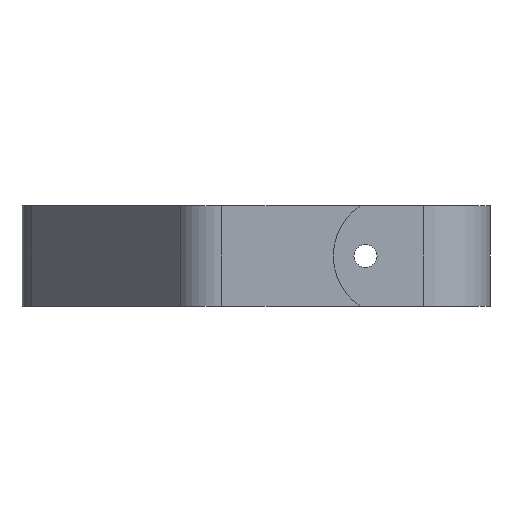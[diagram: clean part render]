
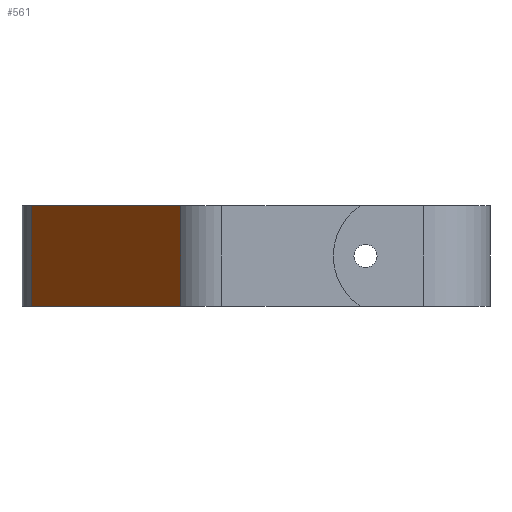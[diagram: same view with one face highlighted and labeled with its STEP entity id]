
A CAD part, left-side view. The second image highlights one B-rep face of the part: STEP entity #561.
In plain terms, the highlighted planar face has unit normal (-0.574, 0.819, 0).
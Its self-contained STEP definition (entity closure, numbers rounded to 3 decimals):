
#190 = EDGE_CURVE ( 'NONE', #191, #529, #1290, .T. ) ;
#191 = VERTEX_POINT ( 'NONE', #1400 ) ;
#199 = ORIENTED_EDGE ( 'NONE', *, *, #200, .F. ) ;
#200 = EDGE_CURVE ( 'NONE', #201, #191, #1262, .T. ) ;
#201 = VERTEX_POINT ( 'NONE', #1261 ) ;
#202 = ORIENTED_EDGE ( 'NONE', *, *, #526, .T. ) ;
#503 = EDGE_CURVE ( 'NONE', #504, #529, #1880, .T. ) ;
#504 = VERTEX_POINT ( 'NONE', #1777 ) ;
#526 = EDGE_CURVE ( 'NONE', #201, #504, #1828, .T. ) ;
#529 = VERTEX_POINT ( 'NONE', #1818 ) ;
#543 = ORIENTED_EDGE ( 'NONE', *, *, #190, .F. ) ;
#544 = ORIENTED_EDGE ( 'NONE', *, *, #503, .T. ) ;
#561 = ADVANCED_FACE ( 'NONE', ( #1933 ), #1928, .F. ) ;
#562 = EDGE_LOOP ( 'NONE', ( #544, #543, #199, #202 ) ) ;
#1261 = CARTESIAN_POINT ( 'NONE',  ( -83.979, -4.521, 25. ) ) ;
#1262 = LINE ( 'NONE', #1289, #1288 ) ;
#1287 = DIRECTION ( 'NONE',  ( -0.819, -0.574, 0. ) ) ;
#1288 = VECTOR ( 'NONE', #1287, 1000. ) ;
#1289 = CARTESIAN_POINT ( 'NONE',  ( -83.979, -4.521, 25. ) ) ;
#1290 = LINE ( 'NONE', #1395, #1436 ) ;
#1395 = CARTESIAN_POINT ( 'NONE',  ( -190.339, -78.995, 25. ) ) ;
#1400 = CARTESIAN_POINT ( 'NONE',  ( -190.339, -78.995, 25. ) ) ;
#1435 = DIRECTION ( 'NONE',  ( 0., 0., -1. ) ) ;
#1436 = VECTOR ( 'NONE', #1435, 1000. ) ;
#1777 = CARTESIAN_POINT ( 'NONE',  ( -83.979, -4.521, -25. ) ) ;
#1818 = CARTESIAN_POINT ( 'NONE',  ( -190.339, -78.995, -25. ) ) ;
#1825 = DIRECTION ( 'NONE',  ( 0., 0., -1. ) ) ;
#1826 = VECTOR ( 'NONE', #1825, 1000. ) ;
#1827 = CARTESIAN_POINT ( 'NONE',  ( -83.979, -4.521, 25. ) ) ;
#1828 = LINE ( 'NONE', #1827, #1826 ) ;
#1877 = DIRECTION ( 'NONE',  ( -0.819, -0.574, 0. ) ) ;
#1878 = VECTOR ( 'NONE', #1877, 1000. ) ;
#1879 = CARTESIAN_POINT ( 'NONE',  ( -83.979, -4.521, -25. ) ) ;
#1880 = LINE ( 'NONE', #1879, #1878 ) ;
#1924 = DIRECTION ( 'NONE',  ( 0.819, 0.574, 0. ) ) ;
#1925 = DIRECTION ( 'NONE',  ( 0.574, -0.819, 0. ) ) ;
#1926 = CARTESIAN_POINT ( 'NONE',  ( -83.979, -4.521, 25. ) ) ;
#1927 = AXIS2_PLACEMENT_3D ( 'NONE', #1926, #1925, #1924 ) ;
#1928 = PLANE ( 'NONE',  #1927 ) ;
#1933 = FACE_OUTER_BOUND ( 'NONE', #562, .T. ) ;
